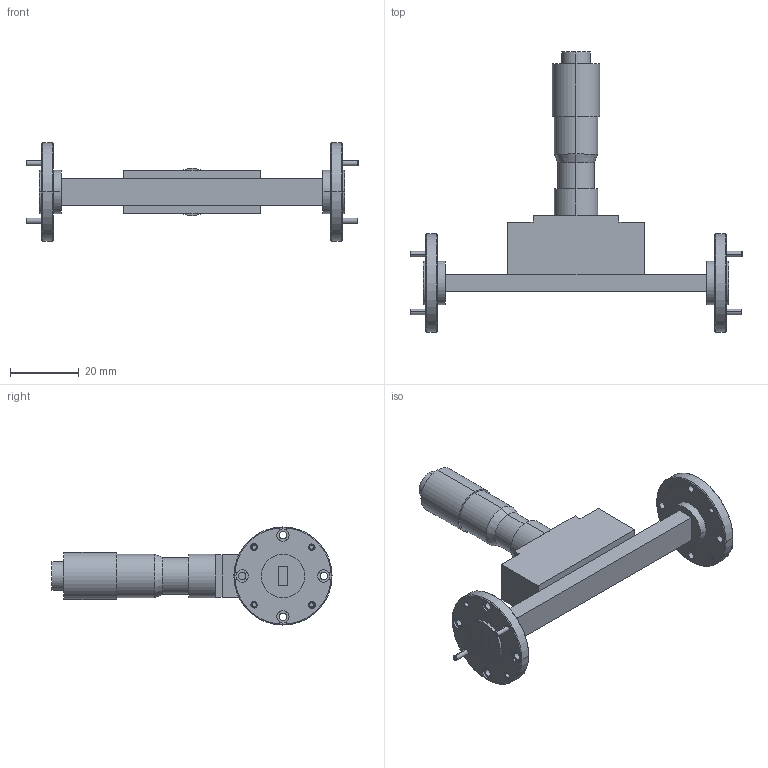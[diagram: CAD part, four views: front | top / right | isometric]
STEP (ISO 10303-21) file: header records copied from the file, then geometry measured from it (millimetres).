
FILE_DESCRIPTION (( 'STEP AP203' ), '1' );
FILE_NAME ('TA-MQ-BX11.STEP', '2017-08-07T22:41:04', ( '' ), ( '' ), 'SwSTEP 2.0', 'SolidWorks 2013', '' );
FILE_SCHEMA (( 'CONFIG_CONTROL_DESIGN' ));
Length unit declared in the file: inch
Products named in the file (1): TA-MQ-BX11
Bounding box: 96.65 x 81.55 x 28.57 mm (x, y, z)
Volume: 21952.2 mm3; surface area: 9702.4 mm2
Topology: 5 solids, 5 shells, 177 faces, 416 edges, 268 vertices
Faces by surface type: cylinder 78, plane 57, cone 42
Entity records: 5285 total; most frequent: DIRECTION 996, CARTESIAN_POINT 862, ORIENTED_EDGE 832, EDGE_CURVE 416, AXIS2_PLACEMENT_3D 402, VERTEX_POINT 268, EDGE_LOOP 228, CIRCLE 224
